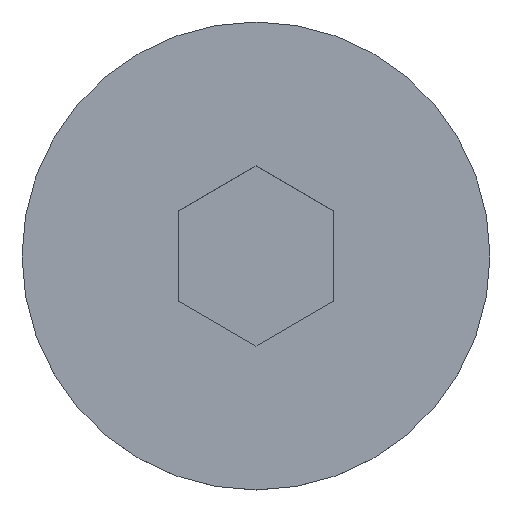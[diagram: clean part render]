
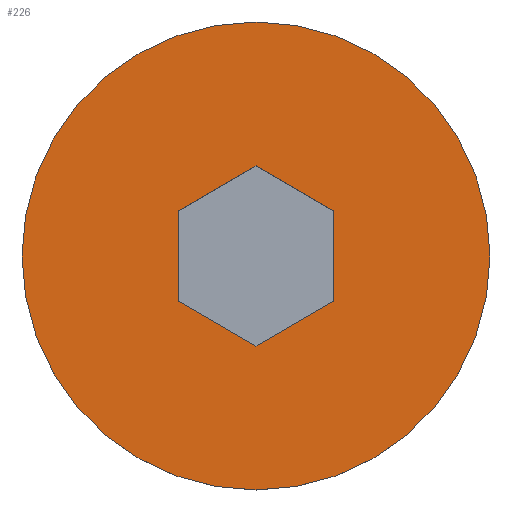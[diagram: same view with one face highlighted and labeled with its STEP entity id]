
A CAD part, top view. The second image highlights one B-rep face of the part: STEP entity #226.
In plain terms, the highlighted planar face has unit normal (0, 0, 1).
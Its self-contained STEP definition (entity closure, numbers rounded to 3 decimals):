
#9 = VERTEX_POINT ( 'NONE', #55 ) ;
#15 = LINE ( 'NONE', #201, #81 ) ;
#34 = EDGE_CURVE ( 'NONE', #387, #610, #15, .T. ) ;
#37 = DIRECTION ( 'NONE',  ( 0.866, -0.5, 0. ) ) ;
#55 = CARTESIAN_POINT ( 'NONE',  ( 1., 0.577, 0. ) ) ;
#66 = FACE_BOUND ( 'NONE', #462, .T. ) ;
#80 = LINE ( 'NONE', #440, #399 ) ;
#81 = VECTOR ( 'NONE', #97, 1000. ) ;
#84 = AXIS2_PLACEMENT_3D ( 'NONE', #138, #324, #632 ) ;
#94 = DIRECTION ( 'NONE',  ( 1., 0., 0. ) ) ;
#97 = DIRECTION ( 'NONE',  ( -0.866, 0.5, 0. ) ) ;
#109 = DIRECTION ( 'NONE',  ( 0., 1., 0. ) ) ;
#114 = LINE ( 'NONE', #348, #484 ) ;
#118 = EDGE_CURVE ( 'NONE', #610, #477, #114, .T. ) ;
#120 = VERTEX_POINT ( 'NONE', #306 ) ;
#133 = VECTOR ( 'NONE', #456, 1000. ) ;
#136 = VERTEX_POINT ( 'NONE', #167 ) ;
#138 = CARTESIAN_POINT ( 'NONE',  ( 0., 0., 0. ) ) ;
#139 = CARTESIAN_POINT ( 'NONE',  ( 0., -1.155, 0. ) ) ;
#160 = EDGE_CURVE ( 'NONE', #9, #260, #452, .T. ) ;
#166 = AXIS2_PLACEMENT_3D ( 'NONE', #355, #221, #560 ) ;
#167 = CARTESIAN_POINT ( 'NONE',  ( 3., 0., 0. ) ) ;
#168 = PLANE ( 'NONE',  #166 ) ;
#186 = CIRCLE ( 'NONE', #268, 3. ) ;
#188 = ORIENTED_EDGE ( 'NONE', *, *, #118, .T. ) ;
#201 = CARTESIAN_POINT ( 'NONE',  ( 0., -1.155, 0. ) ) ;
#202 = CARTESIAN_POINT ( 'NONE',  ( -1., -0.577, 0. ) ) ;
#206 = VECTOR ( 'NONE', #37, 1000. ) ;
#219 = ORIENTED_EDGE ( 'NONE', *, *, #390, .F. ) ;
#221 = DIRECTION ( 'NONE',  ( 0., 0., 1. ) ) ;
#226 = ADVANCED_FACE ( 'NONE', ( #66, #577 ), #168, .T. ) ;
#229 = LINE ( 'NONE', #574, #264 ) ;
#241 = LINE ( 'NONE', #629, #206 ) ;
#260 = VERTEX_POINT ( 'NONE', #470 ) ;
#264 = VECTOR ( 'NONE', #283, 1000. ) ;
#267 = CARTESIAN_POINT ( 'NONE',  ( 1., 0., 0. ) ) ;
#268 = AXIS2_PLACEMENT_3D ( 'NONE', #372, #376, #94 ) ;
#283 = DIRECTION ( 'NONE',  ( 0.866, 0.5, 0. ) ) ;
#306 = CARTESIAN_POINT ( 'NONE',  ( -3., 0., 0. ) ) ;
#322 = CARTESIAN_POINT ( 'NONE',  ( -1., 0.577, 0. ) ) ;
#324 = DIRECTION ( 'NONE',  ( 0., 0., -1. ) ) ;
#348 = CARTESIAN_POINT ( 'NONE',  ( -1., 0., 0. ) ) ;
#355 = CARTESIAN_POINT ( 'NONE',  ( 1.5, 0., 0. ) ) ;
#372 = CARTESIAN_POINT ( 'NONE',  ( 0., 0., 0. ) ) ;
#374 = ORIENTED_EDGE ( 'NONE', *, *, #567, .F. ) ;
#376 = DIRECTION ( 'NONE',  ( 0., 0., -1. ) ) ;
#387 = VERTEX_POINT ( 'NONE', #139 ) ;
#390 = EDGE_CURVE ( 'NONE', #136, #120, #186, .T. ) ;
#399 = VECTOR ( 'NONE', #437, 1000. ) ;
#416 = EDGE_CURVE ( 'NONE', #477, #529, #229, .T. ) ;
#418 = ORIENTED_EDGE ( 'NONE', *, *, #34, .T. ) ;
#437 = DIRECTION ( 'NONE',  ( -0.866, -0.5, 0. ) ) ;
#440 = CARTESIAN_POINT ( 'NONE',  ( 1., -0.577, 0. ) ) ;
#452 = LINE ( 'NONE', #267, #133 ) ;
#456 = DIRECTION ( 'NONE',  ( 0., -1., 0. ) ) ;
#457 = EDGE_CURVE ( 'NONE', #260, #387, #80, .T. ) ;
#462 = EDGE_LOOP ( 'NONE', ( #589, #468, #418, #188, #598, #626 ) ) ;
#468 = ORIENTED_EDGE ( 'NONE', *, *, #457, .T. ) ;
#470 = CARTESIAN_POINT ( 'NONE',  ( 1., -0.577, 0. ) ) ;
#477 = VERTEX_POINT ( 'NONE', #322 ) ;
#484 = VECTOR ( 'NONE', #109, 1000. ) ;
#511 = CIRCLE ( 'NONE', #84, 3. ) ;
#529 = VERTEX_POINT ( 'NONE', #575 ) ;
#552 = EDGE_CURVE ( 'NONE', #529, #9, #241, .T. ) ;
#560 = DIRECTION ( 'NONE',  ( 1., 0., 0. ) ) ;
#567 = EDGE_CURVE ( 'NONE', #120, #136, #511, .T. ) ;
#574 = CARTESIAN_POINT ( 'NONE',  ( -1., 0.577, 0. ) ) ;
#575 = CARTESIAN_POINT ( 'NONE',  ( 0., 1.155, 0. ) ) ;
#577 = FACE_OUTER_BOUND ( 'NONE', #625, .T. ) ;
#589 = ORIENTED_EDGE ( 'NONE', *, *, #160, .T. ) ;
#598 = ORIENTED_EDGE ( 'NONE', *, *, #416, .T. ) ;
#610 = VERTEX_POINT ( 'NONE', #202 ) ;
#625 = EDGE_LOOP ( 'NONE', ( #219, #374 ) ) ;
#626 = ORIENTED_EDGE ( 'NONE', *, *, #552, .T. ) ;
#629 = CARTESIAN_POINT ( 'NONE',  ( 0., 1.155, 0. ) ) ;
#632 = DIRECTION ( 'NONE',  ( 1., 0., 0. ) ) ;
